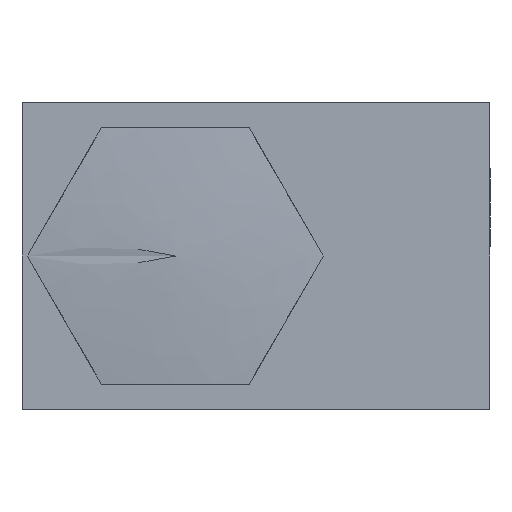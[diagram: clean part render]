
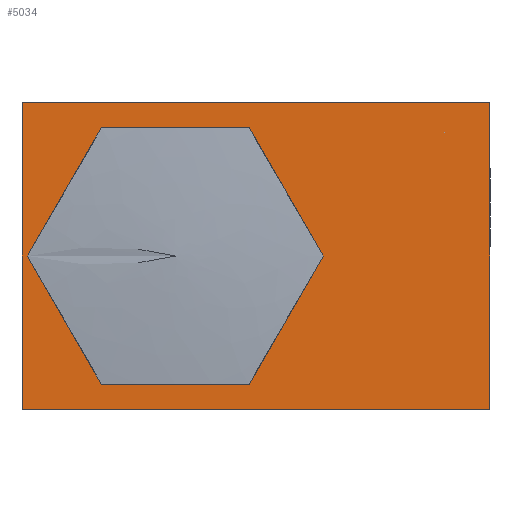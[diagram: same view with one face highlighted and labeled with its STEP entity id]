
A CAD part, front view. The second image highlights one B-rep face of the part: STEP entity #5034.
In plain terms, the highlighted face is planar.
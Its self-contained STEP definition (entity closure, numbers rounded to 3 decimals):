
#441=FACE_BOUND('',#960,.T.);
#491=PLANE('',#5441);
#661=FACE_OUTER_BOUND('',#959,.T.);
#959=EDGE_LOOP('',(#3597,#3598,#3599,#3600));
#960=EDGE_LOOP('',(#3601,#3602));
#1282=LINE('',#6647,#1747);
#1286=LINE('',#6655,#1751);
#1289=LINE('',#6661,#1754);
#1292=LINE('',#6707,#1757);
#1747=VECTOR('',#5711,10.);
#1751=VECTOR('',#5717,10.);
#1754=VECTOR('',#5722,10.);
#1757=VECTOR('',#5729,10.);
#2203=CIRCLE('',#5429,5.);
#2206=CIRCLE('',#5432,5.);
#2249=VERTEX_POINT('',#6626);
#2250=VERTEX_POINT('',#6627);
#2256=VERTEX_POINT('',#6645);
#2257=VERTEX_POINT('',#6646);
#2260=VERTEX_POINT('',#6654);
#2262=VERTEX_POINT('',#6660);
#2767=EDGE_CURVE('',#2249,#2250,#2203,.T.);
#2771=EDGE_CURVE('',#2250,#2249,#2206,.T.);
#2776=EDGE_CURVE('',#2256,#2257,#1282,.T.);
#2780=EDGE_CURVE('',#2257,#2260,#1286,.T.);
#2783=EDGE_CURVE('',#2260,#2262,#1289,.T.);
#2794=EDGE_CURVE('',#2262,#2256,#1292,.T.);
#3597=ORIENTED_EDGE('',*,*,#2780,.F.);
#3598=ORIENTED_EDGE('',*,*,#2776,.F.);
#3599=ORIENTED_EDGE('',*,*,#2794,.F.);
#3600=ORIENTED_EDGE('',*,*,#2783,.F.);
#3601=ORIENTED_EDGE('',*,*,#2767,.T.);
#3602=ORIENTED_EDGE('',*,*,#2771,.T.);
#5034=ADVANCED_FACE('',(#661,#441),#491,.T.);
#5429=AXIS2_PLACEMENT_3D('',#6628,#5690,#5691);
#5432=AXIS2_PLACEMENT_3D('',#6634,#5697,#5698);
#5441=AXIS2_PLACEMENT_3D('',#6706,#5727,#5728);
#5690=DIRECTION('center_axis',(0.,0.,-1.));
#5691=DIRECTION('ref_axis',(-1.,0.,0.));
#5697=DIRECTION('center_axis',(0.,0.,-1.));
#5698=DIRECTION('ref_axis',(-1.,0.,0.));
#5711=DIRECTION('',(0.,-1.,0.));
#5717=DIRECTION('',(-1.,0.,0.));
#5722=DIRECTION('',(0.,1.,0.));
#5727=DIRECTION('center_axis',(0.,0.,1.));
#5728=DIRECTION('ref_axis',(1.,0.,0.));
#5729=DIRECTION('',(1.,0.,0.));
#6626=CARTESIAN_POINT('',(-17.994,9.185,19.));
#6627=CARTESIAN_POINT('',(-22.994,4.185,19.));
#6628=CARTESIAN_POINT('Origin',(-22.994,9.185,19.));
#6634=CARTESIAN_POINT('Origin',(-22.994,9.185,19.));
#6645=CARTESIAN_POINT('',(-3.494,18.685,19.));
#6646=CARTESIAN_POINT('',(-3.494,-0.315,19.));
#6647=CARTESIAN_POINT('',(-3.494,18.685,19.));
#6654=CARTESIAN_POINT('',(-32.494,-0.315,19.));
#6655=CARTESIAN_POINT('',(-3.494,-0.315,19.));
#6660=CARTESIAN_POINT('',(-32.494,18.685,19.));
#6661=CARTESIAN_POINT('',(-32.494,-0.315,19.));
#6706=CARTESIAN_POINT('Origin',(-17.994,9.185,19.));
#6707=CARTESIAN_POINT('',(-32.494,18.685,19.));
